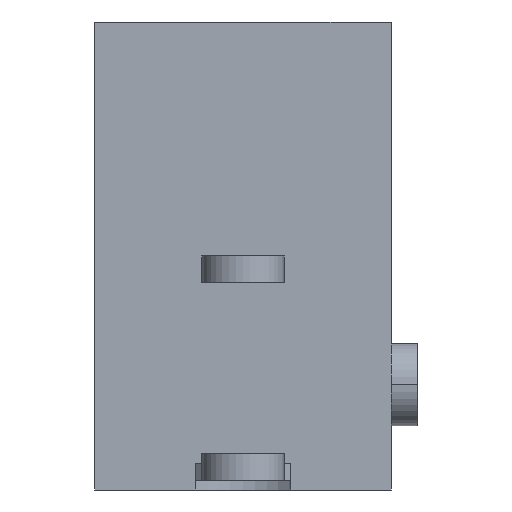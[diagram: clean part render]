
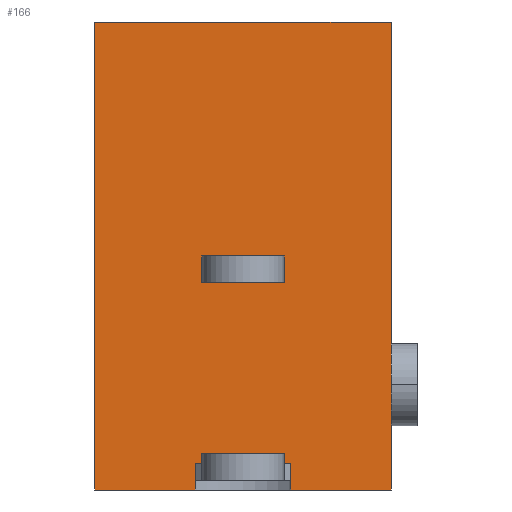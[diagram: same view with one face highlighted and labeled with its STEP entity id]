
A CAD part, front view. The second image highlights one B-rep face of the part: STEP entity #166.
In plain terms, the highlighted planar face has unit normal (0, -1, 0).
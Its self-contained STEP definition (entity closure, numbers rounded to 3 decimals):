
#51 = CARTESIAN_POINT ( 'NONE',  ( -1.25, 0., -13.1 ) ) ;
#57 = VERTEX_POINT ( 'NONE', #709 ) ;
#62 = DIRECTION ( 'NONE',  ( 1., 0., 0. ) ) ;
#107 = DIRECTION ( 'NONE',  ( 0., 0., 1. ) ) ;
#135 = VERTEX_POINT ( 'NONE', #1691 ) ;
#166 = ADVANCED_FACE ( 'NONE', ( #676, #1715 ), #258, .T. ) ;
#179 = DIRECTION ( 'NONE',  ( -1., 0., 0. ) ) ;
#181 = VECTOR ( 'NONE', #1333, 1000. ) ;
#190 = VERTEX_POINT ( 'NONE', #739 ) ;
#201 = VERTEX_POINT ( 'NONE', #1124 ) ;
#213 = CARTESIAN_POINT ( 'NONE',  ( 1.25, 0., -13.4 ) ) ;
#222 = EDGE_CURVE ( 'NONE', #1489, #530, #1532, .T. ) ;
#224 = VERTEX_POINT ( 'NONE', #1286 ) ;
#244 = EDGE_CURVE ( 'NONE', #224, #793, #430, .T. ) ;
#258 = PLANE ( 'NONE',  #687 ) ;
#275 = EDGE_LOOP ( 'NONE', ( #1195, #480, #326, #1213 ) ) ;
#284 = VECTOR ( 'NONE', #1789, 1000. ) ;
#318 = CARTESIAN_POINT ( 'NONE',  ( 0., 0., -13.4 ) ) ;
#326 = ORIENTED_EDGE ( 'NONE', *, *, #1080, .F. ) ;
#328 = LINE ( 'NONE', #789, #1352 ) ;
#335 = DIRECTION ( 'NONE',  ( 0., 0., 1. ) ) ;
#340 = LINE ( 'NONE', #1792, #824 ) ;
#347 = ORIENTED_EDGE ( 'NONE', *, *, #222, .T. ) ;
#358 = CARTESIAN_POINT ( 'NONE',  ( 1.25, 0., -13.1 ) ) ;
#362 = CARTESIAN_POINT ( 'NONE',  ( 4.5, 0., -14.2 ) ) ;
#367 = DIRECTION ( 'NONE',  ( 0., 0., -1. ) ) ;
#372 = ORIENTED_EDGE ( 'NONE', *, *, #244, .T. ) ;
#386 = LINE ( 'NONE', #997, #621 ) ;
#389 = VECTOR ( 'NONE', #335, 1000. ) ;
#390 = LINE ( 'NONE', #805, #284 ) ;
#392 = CARTESIAN_POINT ( 'NONE',  ( -4.5, 0., -14.2 ) ) ;
#401 = CARTESIAN_POINT ( 'NONE',  ( -1.25, 0., -7.1 ) ) ;
#409 = CARTESIAN_POINT ( 'NONE',  ( 0., 0., -13.4 ) ) ;
#421 = VECTOR ( 'NONE', #507, 1000. ) ;
#430 = LINE ( 'NONE', #1130, #986 ) ;
#473 = EDGE_CURVE ( 'NONE', #57, #1301, #1582, .T. ) ;
#480 = ORIENTED_EDGE ( 'NONE', *, *, #1569, .F. ) ;
#487 = LINE ( 'NONE', #488, #1088 ) ;
#488 = CARTESIAN_POINT ( 'NONE',  ( -4.5, 0., -14.2 ) ) ;
#493 = VECTOR ( 'NONE', #1478, 1000. ) ;
#507 = DIRECTION ( 'NONE',  ( 0., 0., 1. ) ) ;
#521 = LINE ( 'NONE', #362, #389 ) ;
#527 = EDGE_CURVE ( 'NONE', #201, #1598, #328, .T. ) ;
#530 = VERTEX_POINT ( 'NONE', #213 ) ;
#535 = VERTEX_POINT ( 'NONE', #1628 ) ;
#537 = CARTESIAN_POINT ( 'NONE',  ( -4.5, 0., -14.2 ) ) ;
#545 = LINE ( 'NONE', #1668, #421 ) ;
#560 = VERTEX_POINT ( 'NONE', #51 ) ;
#561 = EDGE_CURVE ( 'NONE', #535, #1619, #1666, .T. ) ;
#577 = VECTOR ( 'NONE', #367, 1000. ) ;
#584 = CARTESIAN_POINT ( 'NONE',  ( 1.25, 0., -14.2 ) ) ;
#608 = EDGE_LOOP ( 'NONE', ( #1110, #1761, #1745, #1242, #347, #1785, #372, #1013, #1164, #1558, #1616, #772, #1098, #1057 ) ) ;
#611 = VECTOR ( 'NONE', #1706, 1000. ) ;
#621 = VECTOR ( 'NONE', #1541, 1000. ) ;
#624 = VECTOR ( 'NONE', #179, 1000. ) ;
#636 = VERTEX_POINT ( 'NONE', #678 ) ;
#637 = EDGE_CURVE ( 'NONE', #190, #135, #1347, .T. ) ;
#651 = VERTEX_POINT ( 'NONE', #1799 ) ;
#669 = EDGE_CURVE ( 'NONE', #836, #201, #545, .T. ) ;
#676 = FACE_OUTER_BOUND ( 'NONE', #608, .T. ) ;
#678 = CARTESIAN_POINT ( 'NONE',  ( -1.25, 0., -13.4 ) ) ;
#684 = CARTESIAN_POINT ( 'NONE',  ( 4.5, 0., 0. ) ) ;
#687 = AXIS2_PLACEMENT_3D ( 'NONE', #1579, #1000, #733 ) ;
#709 = CARTESIAN_POINT ( 'NONE',  ( 1.25, 0., -7.1 ) ) ;
#728 = CARTESIAN_POINT ( 'NONE',  ( -1.25, 0., -7.9 ) ) ;
#733 = DIRECTION ( 'NONE',  ( 1., 0., 0. ) ) ;
#739 = CARTESIAN_POINT ( 'NONE',  ( -1.45, 0., -13.4 ) ) ;
#741 = CARTESIAN_POINT ( 'NONE',  ( 1.25, 0., -7.9 ) ) ;
#767 = DIRECTION ( 'NONE',  ( -1., 0., 0. ) ) ;
#772 = ORIENTED_EDGE ( 'NONE', *, *, #527, .F. ) ;
#781 = CARTESIAN_POINT ( 'NONE',  ( 4.5, 0., -14.2 ) ) ;
#789 = CARTESIAN_POINT ( 'NONE',  ( -4.5, 0., 0. ) ) ;
#793 = VERTEX_POINT ( 'NONE', #1688 ) ;
#800 = VERTEX_POINT ( 'NONE', #401 ) ;
#805 = CARTESIAN_POINT ( 'NONE',  ( -1.25, 0., -7.1 ) ) ;
#824 = VECTOR ( 'NONE', #1776, 1000. ) ;
#836 = VERTEX_POINT ( 'NONE', #537 ) ;
#849 = LINE ( 'NONE', #392, #1150 ) ;
#873 = LINE ( 'NONE', #741, #1610 ) ;
#899 = VECTOR ( 'NONE', #107, 1000. ) ;
#937 = LINE ( 'NONE', #409, #1634 ) ;
#939 = CARTESIAN_POINT ( 'NONE',  ( 1.25, 0., -7.1 ) ) ;
#944 = CARTESIAN_POINT ( 'NONE',  ( 4.5, 0., -12.25 ) ) ;
#975 = CARTESIAN_POINT ( 'NONE',  ( 1.25, 0., -7.9 ) ) ;
#986 = VECTOR ( 'NONE', #1429, 1000. ) ;
#997 = CARTESIAN_POINT ( 'NONE',  ( -4.5, 0., -13.1 ) ) ;
#1000 = DIRECTION ( 'NONE',  ( 0., -1., 0. ) ) ;
#1013 = ORIENTED_EDGE ( 'NONE', *, *, #1120, .T. ) ;
#1057 = ORIENTED_EDGE ( 'NONE', *, *, #1288, .T. ) ;
#1068 = DIRECTION ( 'NONE',  ( 1., 0., 0. ) ) ;
#1080 = EDGE_CURVE ( 'NONE', #57, #800, #1609, .T. ) ;
#1085 = EDGE_CURVE ( 'NONE', #224, #530, #1229, .T. ) ;
#1088 = VECTOR ( 'NONE', #1068, 1000. ) ;
#1098 = ORIENTED_EDGE ( 'NONE', *, *, #669, .F. ) ;
#1110 = ORIENTED_EDGE ( 'NONE', *, *, #637, .F. ) ;
#1115 = EDGE_CURVE ( 'NONE', #1619, #651, #340, .T. ) ;
#1120 = EDGE_CURVE ( 'NONE', #793, #535, #487, .T. ) ;
#1124 = CARTESIAN_POINT ( 'NONE',  ( -4.5, 0., 0. ) ) ;
#1130 = CARTESIAN_POINT ( 'NONE',  ( 1.45, 0., -13.4 ) ) ;
#1150 = VECTOR ( 'NONE', #1522, 1000. ) ;
#1164 = ORIENTED_EDGE ( 'NONE', *, *, #561, .T. ) ;
#1195 = ORIENTED_EDGE ( 'NONE', *, *, #1453, .T. ) ;
#1213 = ORIENTED_EDGE ( 'NONE', *, *, #473, .T. ) ;
#1229 = LINE ( 'NONE', #318, #1376 ) ;
#1231 = EDGE_CURVE ( 'NONE', #651, #1598, #521, .T. ) ;
#1242 = ORIENTED_EDGE ( 'NONE', *, *, #1790, .F. ) ;
#1257 = LINE ( 'NONE', #1810, #899 ) ;
#1286 = CARTESIAN_POINT ( 'NONE',  ( 1.45, 0., -13.4 ) ) ;
#1288 = EDGE_CURVE ( 'NONE', #836, #135, #849, .T. ) ;
#1295 = EDGE_CURVE ( 'NONE', #636, #560, #1257, .T. ) ;
#1301 = VERTEX_POINT ( 'NONE', #975 ) ;
#1331 = EDGE_CURVE ( 'NONE', #636, #190, #937, .T. ) ;
#1333 = DIRECTION ( 'NONE',  ( 0., 0., -1. ) ) ;
#1347 = LINE ( 'NONE', #1658, #577 ) ;
#1352 = VECTOR ( 'NONE', #62, 1000. ) ;
#1376 = VECTOR ( 'NONE', #767, 1000. ) ;
#1389 = VERTEX_POINT ( 'NONE', #728 ) ;
#1408 = DIRECTION ( 'NONE',  ( -1., 0., 0. ) ) ;
#1429 = DIRECTION ( 'NONE',  ( 0., 0., -1. ) ) ;
#1453 = EDGE_CURVE ( 'NONE', #1301, #1389, #873, .T. ) ;
#1478 = DIRECTION ( 'NONE',  ( 0., 0., 1. ) ) ;
#1489 = VERTEX_POINT ( 'NONE', #358 ) ;
#1522 = DIRECTION ( 'NONE',  ( 1., 0., 0. ) ) ;
#1532 = LINE ( 'NONE', #584, #611 ) ;
#1541 = DIRECTION ( 'NONE',  ( -1., 0., 0. ) ) ;
#1558 = ORIENTED_EDGE ( 'NONE', *, *, #1115, .T. ) ;
#1569 = EDGE_CURVE ( 'NONE', #800, #1389, #390, .T. ) ;
#1579 = CARTESIAN_POINT ( 'NONE',  ( -4.5, 0., -14.2 ) ) ;
#1582 = LINE ( 'NONE', #939, #181 ) ;
#1598 = VERTEX_POINT ( 'NONE', #684 ) ;
#1609 = LINE ( 'NONE', #1741, #624 ) ;
#1610 = VECTOR ( 'NONE', #1722, 1000. ) ;
#1616 = ORIENTED_EDGE ( 'NONE', *, *, #1231, .T. ) ;
#1619 = VERTEX_POINT ( 'NONE', #944 ) ;
#1628 = CARTESIAN_POINT ( 'NONE',  ( 4.5, 0., -14.2 ) ) ;
#1634 = VECTOR ( 'NONE', #1408, 1000. ) ;
#1658 = CARTESIAN_POINT ( 'NONE',  ( -1.45, 0., -13.4 ) ) ;
#1666 = LINE ( 'NONE', #781, #493 ) ;
#1668 = CARTESIAN_POINT ( 'NONE',  ( -4.5, 0., -14.2 ) ) ;
#1688 = CARTESIAN_POINT ( 'NONE',  ( 1.45, 0., -14.2 ) ) ;
#1691 = CARTESIAN_POINT ( 'NONE',  ( -1.45, 0., -14.2 ) ) ;
#1706 = DIRECTION ( 'NONE',  ( 0., 0., -1. ) ) ;
#1715 = FACE_BOUND ( 'NONE', #275, .T. ) ;
#1722 = DIRECTION ( 'NONE',  ( -1., 0., 0. ) ) ;
#1741 = CARTESIAN_POINT ( 'NONE',  ( 1.25, 0., -7.1 ) ) ;
#1745 = ORIENTED_EDGE ( 'NONE', *, *, #1295, .T. ) ;
#1761 = ORIENTED_EDGE ( 'NONE', *, *, #1331, .F. ) ;
#1776 = DIRECTION ( 'NONE',  ( 0., 0., 1. ) ) ;
#1785 = ORIENTED_EDGE ( 'NONE', *, *, #1085, .F. ) ;
#1789 = DIRECTION ( 'NONE',  ( 0., 0., -1. ) ) ;
#1790 = EDGE_CURVE ( 'NONE', #1489, #560, #386, .T. ) ;
#1792 = CARTESIAN_POINT ( 'NONE',  ( 4.5, 0., -14.2 ) ) ;
#1799 = CARTESIAN_POINT ( 'NONE',  ( 4.5, 0., -9.75 ) ) ;
#1810 = CARTESIAN_POINT ( 'NONE',  ( -1.25, 0., -14.2 ) ) ;
